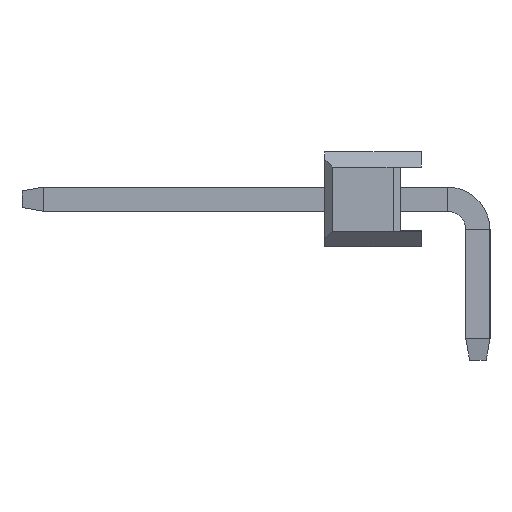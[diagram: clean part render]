
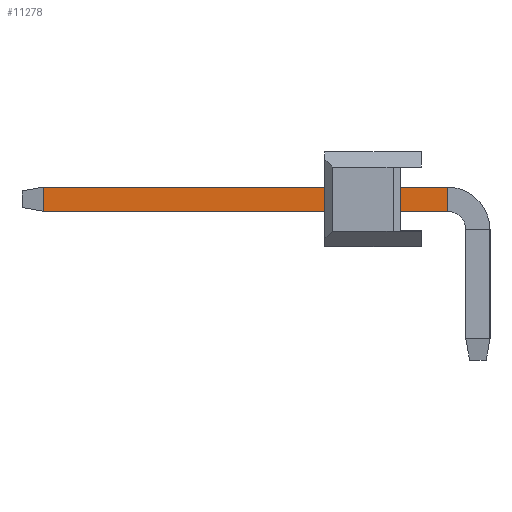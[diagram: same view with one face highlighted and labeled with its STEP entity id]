
A CAD part, left-side view. The second image highlights one B-rep face of the part: STEP entity #11278.
In plain terms, the highlighted planar face has unit normal (-1, 0, 0).
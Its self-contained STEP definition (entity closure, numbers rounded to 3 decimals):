
#891 = VECTOR ( 'NONE', #15832, 1000. ) ;
#1372 = CARTESIAN_POINT ( 'NONE',  ( -40.96, -0.7, -0.32 ) ) ;
#1652 = LINE ( 'NONE', #8724, #891 ) ;
#2147 = VECTOR ( 'NONE', #3447, 1000. ) ;
#2525 = CARTESIAN_POINT ( 'NONE',  ( -40.96, 10.54, 0.32 ) ) ;
#3291 = EDGE_CURVE ( 'NONE', #16364, #16602, #1652, .T. ) ;
#3405 = CARTESIAN_POINT ( 'NONE',  ( -40.96, 10.54, 0.32 ) ) ;
#3447 = DIRECTION ( 'NONE',  ( 0., -1., 0. ) ) ;
#3545 = LINE ( 'NONE', #10632, #18639 ) ;
#4767 = ORIENTED_EDGE ( 'NONE', *, *, #3291, .T. ) ;
#4918 = VERTEX_POINT ( 'NONE', #1372 ) ;
#5012 = EDGE_CURVE ( 'NONE', #16602, #4918, #12294, .T. ) ;
#5372 = ORIENTED_EDGE ( 'NONE', *, *, #13020, .F. ) ;
#5397 = ORIENTED_EDGE ( 'NONE', *, *, #12651, .T. ) ;
#8724 = CARTESIAN_POINT ( 'NONE',  ( -40.96, 9.973, -0.32 ) ) ;
#9610 = DIRECTION ( 'NONE',  ( 1., 0., 0. ) ) ;
#10040 = ORIENTED_EDGE ( 'NONE', *, *, #5012, .T. ) ;
#10495 = DIRECTION ( 'NONE',  ( 0., -1., 0. ) ) ;
#10632 = CARTESIAN_POINT ( 'NONE',  ( -40.96, -0.7, 0.32 ) ) ;
#10834 = VECTOR ( 'NONE', #10495, 1000. ) ;
#11278 = ADVANCED_FACE ( 'NONE', ( #11360 ), #18458, .F. ) ;
#11360 = FACE_OUTER_BOUND ( 'NONE', #21433, .T. ) ;
#12294 = LINE ( 'NONE', #19367, #2147 ) ;
#12651 = EDGE_CURVE ( 'NONE', #4918, #21523, #3545, .T. ) ;
#13020 = EDGE_CURVE ( 'NONE', #16364, #21523, #19322, .T. ) ;
#13781 = AXIS2_PLACEMENT_3D ( 'NONE', #2525, #9610, #16726 ) ;
#15832 = DIRECTION ( 'NONE',  ( 0., 0., -1. ) ) ;
#15842 = CARTESIAN_POINT ( 'NONE',  ( -40.96, -0.7, 0.32 ) ) ;
#16364 = VERTEX_POINT ( 'NONE', #22741 ) ;
#16602 = VERTEX_POINT ( 'NONE', #20799 ) ;
#16726 = DIRECTION ( 'NONE',  ( 0., 0., -1. ) ) ;
#17731 = DIRECTION ( 'NONE',  ( 0., 0., 1. ) ) ;
#18458 = PLANE ( 'NONE',  #13781 ) ;
#18639 = VECTOR ( 'NONE', #17731, 1000. ) ;
#19322 = LINE ( 'NONE', #3405, #10834 ) ;
#19367 = CARTESIAN_POINT ( 'NONE',  ( -40.96, 10.54, -0.32 ) ) ;
#20799 = CARTESIAN_POINT ( 'NONE',  ( -40.96, 9.973, -0.32 ) ) ;
#21433 = EDGE_LOOP ( 'NONE', ( #5372, #4767, #10040, #5397 ) ) ;
#21523 = VERTEX_POINT ( 'NONE', #15842 ) ;
#22741 = CARTESIAN_POINT ( 'NONE',  ( -40.96, 9.973, 0.32 ) ) ;
